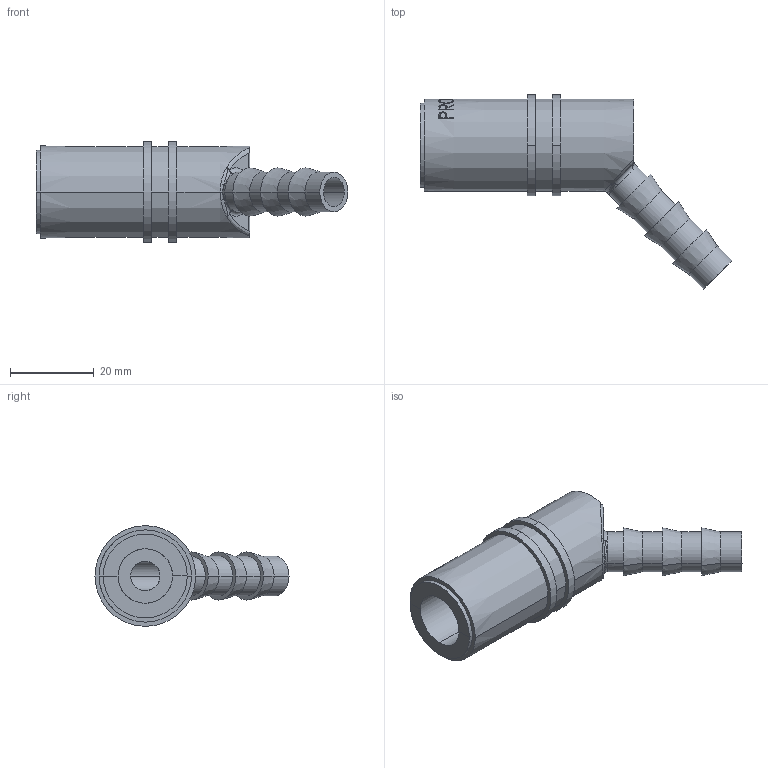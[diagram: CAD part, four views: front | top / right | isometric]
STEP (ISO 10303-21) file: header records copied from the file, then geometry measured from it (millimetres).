
FILE_DESCRIPTION (( 'STEP AP203' ), '1' );
FILE_NAME ('8652.STEP', '2022-07-14T22:55:01', ( '' ), ( '' ), 'SwSTEP 2.0', 'SolidWorks 2019', '' );
FILE_SCHEMA (( 'CONFIG_CONTROL_DESIGN' ));
Length unit declared in the file: millimetre
Products named in the file (1): 8652
Bounding box: 74.37 x 46.26 x 24 mm (x, y, z)
Volume: 17646.9 mm3; surface area: 8368.7 mm2
Topology: 3 solids, 3 shells, 150 faces, 373 edges, 238 vertices
Faces by surface type: bspline 86, cone 29, cylinder 22, plane 11, torus 2
Entity records: 11646 total; most frequent: CARTESIAN_POINT 8786, ORIENTED_EDGE 742, EDGE_CURVE 371, B_SPLINE_CURVE_WITH_KNOTS 274, DIRECTION 273, VERTEX_POINT 238, EDGE_LOOP 167, ADVANCED_FACE 150
